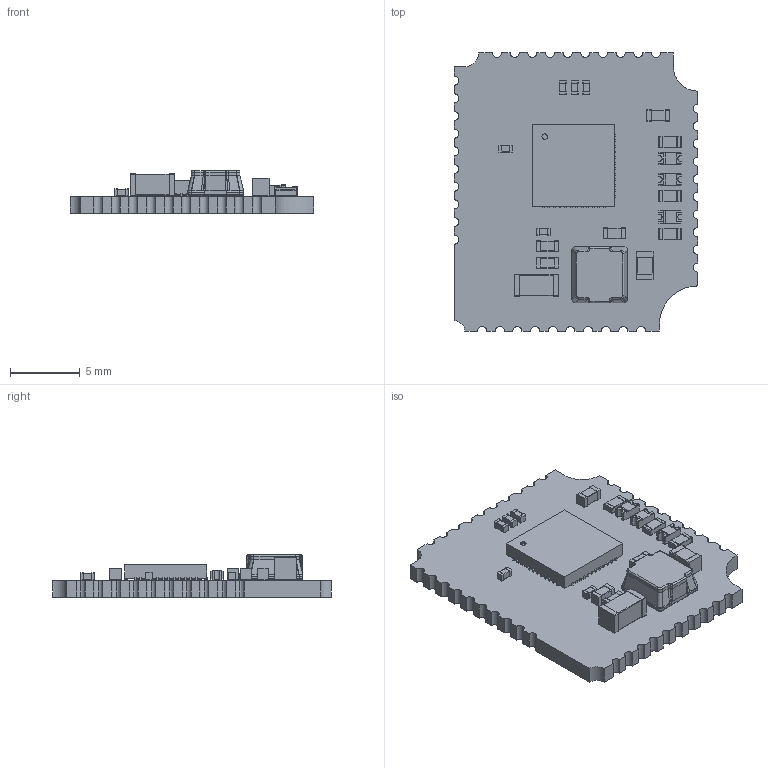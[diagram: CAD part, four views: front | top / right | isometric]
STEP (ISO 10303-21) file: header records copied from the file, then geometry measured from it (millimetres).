
FILE_DESCRIPTION (( 'STEP AP214' ), '1' );
FILE_NAME ('pac5527_SoM_noheader.STEP', '2022-06-11T03:54:15', ( '' ), ( '' ), 'SwSTEP 2.0', 'SolidWorks 2022', '' );
FILE_SCHEMA (( 'AUTOMOTIVE_DESIGN' ));
Length unit declared in the file: millimetre
Products named in the file (18): pac5527_SoM_noheader; SOLID-0_SOLID-0; C_0805_2012Metric_C_0805_2012Metric; C_0603_1608Metric_C_0603_1608Metric; QFN-48-1EP_6x6mm_P0.4mm_EP4.3x4.3mm_QFN-48-1EP_6x6mm_P0.4mm_EP4.3x4.3mm; D_0603_1608Metric_D_0603_1608Metric; pac5527_SoM PCB_pac5527_SoM PCB; C_0402_1005Metric_C_0402_1005Metric; SOLID-3_SOLID-3; SOLID-4_SOLID-4; SOLID-1_SOLID-1; COMPOUND_COMPOUND; SOLID-2_SOLID-2; SOLID-5_SOLID-5; C_1206_3216Metric_C_1206_3216Metric; L_Bourns-SRN4018_L_Bourns-SRN4018; SOLID_SOLID; R_0603_1608Metric_R_0603_1608Metric
Assembly tree (28 placements, depth 3):
  pac5527_SoM_noheader
    C_0402_1005Metric_C_0402_1005Metric  x5
      SOLID_SOLID
    C_0603_1608Metric_C_0603_1608Metric  x4
      SOLID-0_SOLID-0
    D_0603_1608Metric_D_0603_1608Metric  x3
      SOLID-1_SOLID-1
    R_0603_1608Metric_R_0603_1608Metric  x3
      SOLID-2_SOLID-2
    C_0805_2012Metric_C_0805_2012Metric
      SOLID-3_SOLID-3
    QFN-48-1EP_6x6mm_P0.4mm_EP4.3x4.3mm_QFN-48-1EP_6x6mm_P0.4mm_EP4.3x4.3mm
      SOLID-4_SOLID-4
    C_1206_3216Metric_C_1206_3216Metric
      SOLID-5_SOLID-5
    L_Bourns-SRN4018_L_Bourns-SRN4018
      COMPOUND_COMPOUND
    pac5527_SoM PCB_pac5527_SoM PCB
Bounding box: 17.5 x 20 x 3.06 mm (x, y, z)
Volume: 478 mm3; surface area: 1051.4 mm2
Topology: 24 solids, 24 shells, 1047 faces, 2828 edges, 1852 vertices
Faces by surface type: bspline 944, cylinder 54, plane 49
Entity records: 23440 total; most frequent: CARTESIAN_POINT 9307, ORIENTED_EDGE 3936, EDGE_CURVE 1968, B_SPLINE_CURVE_WITH_KNOTS 1406, VERTEX_POINT 1284, EDGE_LOOP 732, ADVANCED_FACE 721, FACE_OUTER_BOUND 721
